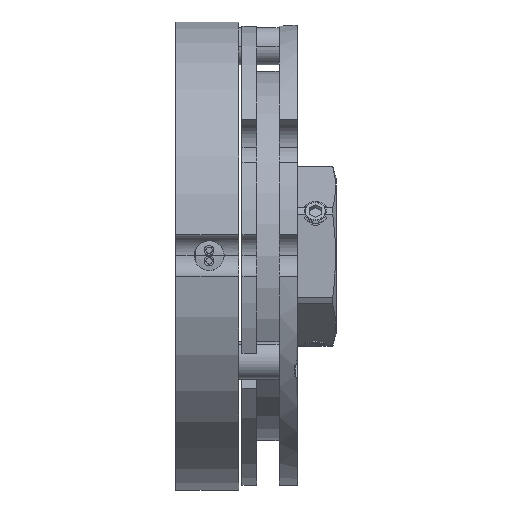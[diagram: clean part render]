
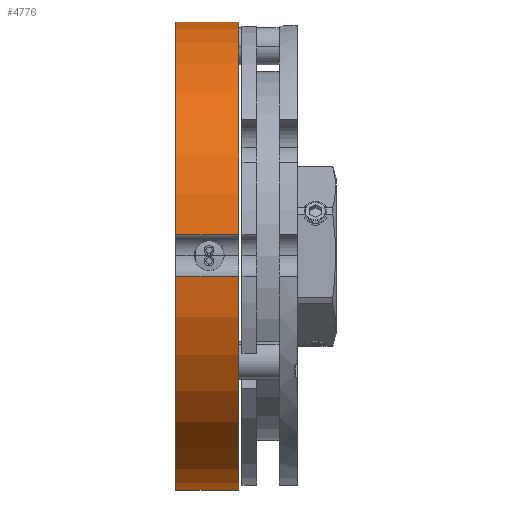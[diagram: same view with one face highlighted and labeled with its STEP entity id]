
A CAD part, top view. The second image highlights one B-rep face of the part: STEP entity #4776.
In plain terms, the highlighted cylindrical face has radius 28 mm (diameter 56 mm), a partial arc.
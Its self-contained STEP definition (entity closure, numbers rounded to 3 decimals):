
#141 = CARTESIAN_POINT ( 'NONE',  ( 7.5, 2.5, 27.888 ) ) ;
#190 = EDGE_LOOP ( 'NONE', ( #9110, #8783, #9651, #10211 ) ) ;
#315 = DIRECTION ( 'NONE',  ( -1., 0., 0. ) ) ;
#328 = DIRECTION ( 'NONE',  ( 0., 0., 1. ) ) ;
#490 = DIRECTION ( 'NONE',  ( -1., 0., 0. ) ) ;
#1427 = AXIS2_PLACEMENT_3D ( 'NONE', #7345, #10779, #328 ) ;
#2759 = FACE_OUTER_BOUND ( 'NONE', #190, .T. ) ;
#2850 = EDGE_CURVE ( 'NONE', #13731, #8228, #5394, .T. ) ;
#4431 = CARTESIAN_POINT ( 'NONE',  ( 7.5, -2.5, 27.888 ) ) ;
#4776 = ADVANCED_FACE ( 'NONE', ( #2759 ), #13624, .T. ) ;
#5200 = EDGE_CURVE ( 'NONE', #10179, #13731, #14862, .T. ) ;
#5251 = AXIS2_PLACEMENT_3D ( 'NONE', #7501, #490, #8689 ) ;
#5394 = LINE ( 'NONE', #12462, #14253 ) ;
#5943 = CIRCLE ( 'NONE', #14650, 28. ) ;
#5998 = EDGE_CURVE ( 'NONE', #10482, #8228, #5943, .T. ) ;
#6299 = CARTESIAN_POINT ( 'NONE',  ( 3.75, 2.5, 27.888 ) ) ;
#6396 = CARTESIAN_POINT ( 'NONE',  ( 0., 2.5, 27.888 ) ) ;
#6509 = VECTOR ( 'NONE', #9802, 1000. ) ;
#7328 = CARTESIAN_POINT ( 'NONE',  ( 0., 0., 0. ) ) ;
#7345 = CARTESIAN_POINT ( 'NONE',  ( -0.561, 0., 0. ) ) ;
#7501 = CARTESIAN_POINT ( 'NONE',  ( 7.5, 0., 0. ) ) ;
#8228 = VERTEX_POINT ( 'NONE', #11464 ) ;
#8517 = DIRECTION ( 'NONE',  ( 0., 0., 1. ) ) ;
#8689 = DIRECTION ( 'NONE',  ( 0., 0., 1. ) ) ;
#8783 = ORIENTED_EDGE ( 'NONE', *, *, #9726, .T. ) ;
#9110 = ORIENTED_EDGE ( 'NONE', *, *, #5998, .F. ) ;
#9619 = LINE ( 'NONE', #6299, #6509 ) ;
#9651 = ORIENTED_EDGE ( 'NONE', *, *, #5200, .T. ) ;
#9726 = EDGE_CURVE ( 'NONE', #10482, #10179, #9619, .T. ) ;
#9802 = DIRECTION ( 'NONE',  ( 1., 0., 0. ) ) ;
#10179 = VERTEX_POINT ( 'NONE', #141 ) ;
#10211 = ORIENTED_EDGE ( 'NONE', *, *, #2850, .T. ) ;
#10482 = VERTEX_POINT ( 'NONE', #6396 ) ;
#10779 = DIRECTION ( 'NONE',  ( -1., 0., 0. ) ) ;
#11464 = CARTESIAN_POINT ( 'NONE',  ( 0., -2.5, 27.888 ) ) ;
#12462 = CARTESIAN_POINT ( 'NONE',  ( 3.75, -2.5, 27.888 ) ) ;
#12805 = DIRECTION ( 'NONE',  ( -1., 0., 0. ) ) ;
#13624 = CYLINDRICAL_SURFACE ( 'NONE', #1427, 28. ) ;
#13731 = VERTEX_POINT ( 'NONE', #4431 ) ;
#14253 = VECTOR ( 'NONE', #12805, 1000. ) ;
#14650 = AXIS2_PLACEMENT_3D ( 'NONE', #7328, #315, #8517 ) ;
#14862 = CIRCLE ( 'NONE', #5251, 28. ) ;
